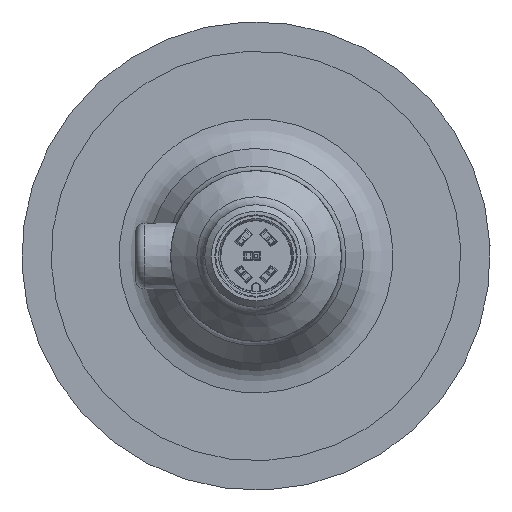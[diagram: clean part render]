
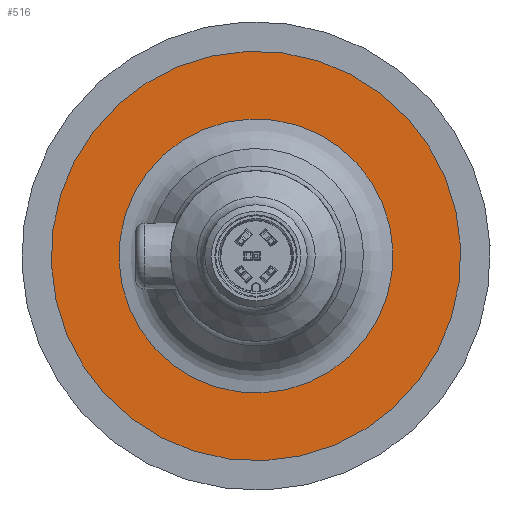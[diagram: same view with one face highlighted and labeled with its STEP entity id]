
A CAD part, left-side view. The second image highlights one B-rep face of the part: STEP entity #516.
In plain terms, the highlighted planar face has unit normal (-1, 0, 0).
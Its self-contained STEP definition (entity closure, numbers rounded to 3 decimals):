
#516 = ADVANCED_FACE( '', ( #1067, #1068 ), #1069, .T. );
#1067 = FACE_BOUND( '', #1612, .T. );
#1068 = FACE_OUTER_BOUND( '', #1613, .T. );
#1069 = PLANE( '', #1614 );
#1612 = EDGE_LOOP( '', ( #3021 ) );
#1613 = EDGE_LOOP( '', ( #3022 ) );
#1614 = AXIS2_PLACEMENT_3D( '', #3023, #3024, #3025 );
#3021 = ORIENTED_EDGE( '', *, *, #3436, .T. );
#3022 = ORIENTED_EDGE( '', *, *, #3427, .T. );
#3023 = CARTESIAN_POINT( '', ( -9.607, 5.263, 12.706 ) );
#3024 = DIRECTION( '', ( -1., 0., 0. ) );
#3025 = DIRECTION( '', ( 0., 0.383, 0.924 ) );
#3427 = EDGE_CURVE( '', #4200, #4200, #4201, .T. );
#3436 = EDGE_CURVE( '', #4212, #4212, #4213, .F. );
#4200 = VERTEX_POINT( '', #5260 );
#4201 = CIRCLE( '', #5261, 24. );
#4212 = VERTEX_POINT( '', #5275 );
#4213 = CIRCLE( '', #5276, 16.062 );
#5260 = CARTESIAN_POINT( '', ( -9.607, 9.184, 22.173 ) );
#5261 = AXIS2_PLACEMENT_3D( '', #5993, #5994, #5995 );
#5275 = CARTESIAN_POINT( '', ( -9.607, 6.147, 14.84 ) );
#5276 = AXIS2_PLACEMENT_3D( '', #6002, #6003, #6004 );
#5993 = CARTESIAN_POINT( '', ( -9.607, 0., 0. ) );
#5994 = DIRECTION( '', ( -1., 0., 0. ) );
#5995 = DIRECTION( '', ( 0., 0.383, 0.924 ) );
#6002 = CARTESIAN_POINT( '', ( -9.607, 0., 0. ) );
#6003 = DIRECTION( '', ( -1., 0., 0. ) );
#6004 = DIRECTION( '', ( 0., 0.383, 0.924 ) );
